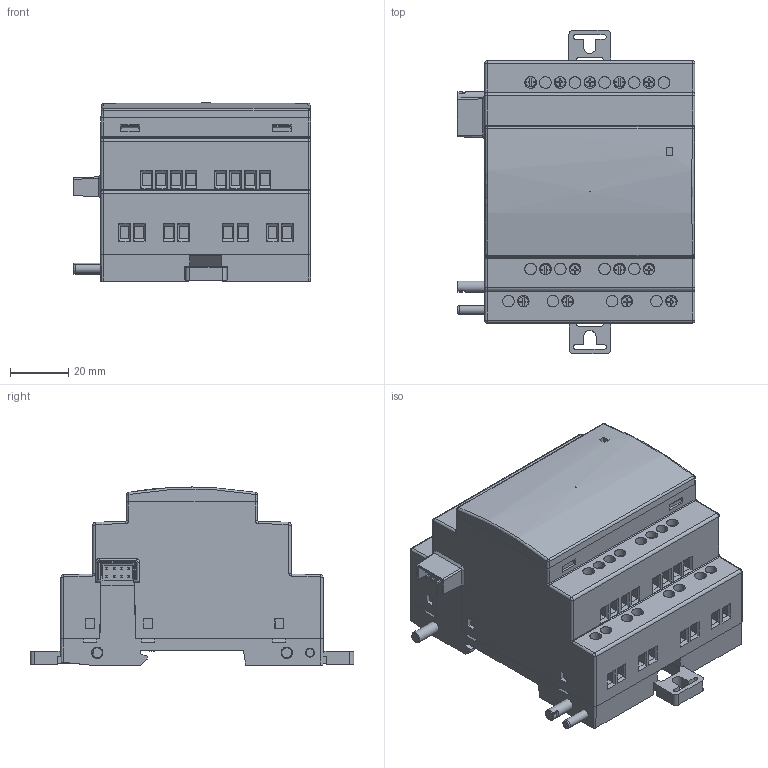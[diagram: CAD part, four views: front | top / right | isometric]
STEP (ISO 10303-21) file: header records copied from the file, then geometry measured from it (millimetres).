
FILE_DESCRIPTION(/* description */ ('Unknown'),/* implementation_level */ '2;1');
FILE_NAME(/* name */ '4M EXTENSION DC ASSEMBLY',/* time_stamp */ '2023-12-04T12:48:01+05:00',/* author */ ('Unknown'),/* organization */ ('Unknown'),/* preprocessor_version */ 'ST-DEVELOPER v18.104',/* originating_system */ 'Solid Edge',/* authorisation */ 'Unknown');
FILE_SCHEMA (('AUTOMOTIVE_DESIGN {1 0 10303 214 3 1 1}'));
Length unit declared in the file: millimetre
Products named in the file (25): 4M EXTN DC ASM_04.12.23; 8F1682 REV 00 SIDE WINDOW FOR GENIE PRO 09.03; 1F1109_REV_02_DINRAIL_CLIP; 8F1763 4M HOUSING OF EXTENSION; 8F1692 4M BASE DC OF EXTENSION; 8F1713(changed as per 8F1709)_21.06; J3; MJN010_REV00_PARTY_KAIFENG_JULY17; J5; J6; J4; J1; J7; J8; J9; J10; 53JN003__8_pin_RT_FEMALE_2.54_PITCH_8.5MM_HEIGHT_HEADER_14.12.21; 8_PIN_RT_DOUBLE_ROW_male_P_2.54and_A_6.8pin_length__HEADER_18.11.21
Assembly tree (36 placements, depth 3):
  4M EXTN DC ASM_04.12.23
    8F1682 REV 00 SIDE WINDOW FOR GENIE PRO 09.03
    1F1109_REV_02_DINRAIL_CLIP  x2
    8F1763 4M HOUSING OF EXTENSION
    8F1692 4M BASE DC OF EXTENSION
    8F1713(changed as per 8F1709)_21.06
    J3
      MJN010_REV00_PARTY_KAIFENG_JULY17
    J5
      MJN010_REV00_PARTY_KAIFENG_JULY17
    J6
      MJN010_REV00_PARTY_KAIFENG_JULY17
    J4
      MJN010_REV00_PARTY_KAIFENG_JULY17
    J1
      MJN010_REV00_PARTY_KAIFENG_JULY17
    J7
      MJN010_REV00_PARTY_KAIFENG_JULY17
    J8
      MJN010_REV00_PARTY_KAIFENG_JULY17
    J9
      MJN010_REV00_PARTY_KAIFENG_JULY17
    J10
      MJN010_REV00_PARTY_KAIFENG_JULY17
    J10
      MJN010_REV00_PARTY_KAIFENG_JULY17
    J9
      MJN010_REV00_PARTY_KAIFENG_JULY17
    J8
      MJN010_REV00_PARTY_KAIFENG_JULY17
    J7
      MJN010_REV00_PARTY_KAIFENG_JULY17
    J6
      53JN003__8_pin_RT_FEMALE_2.54_PITCH_8.5MM_HEIGHT_HEADER_14.12.21
    J4
      8_PIN_RT_DOUBLE_ROW_male_P_2.54and_A_6.8pin_length__HEADER_18.11.21
Bounding box: 81.5 x 111.09 x 61.1 mm (x, y, z)
Volume: 299050.9 mm3; surface area: 71456.3 mm2
Topology: 21 solids, 24 shells, 1870 faces, 4935 edges, 3228 vertices
Faces by surface type: plane 1288, cylinder 527, cone 20, torus 20, bspline 10, sphere 5
Full cylindrical faces by diameter (mm): 0.069 x1, 0.1 x16, 0.113 x1, 0.2 x1, 1.9 x2, 3 x1, 3.2 x1, 3.5 x13, 3.9 x2, 4 x28
Entity records: 50378 total; most frequent: CARTESIAN_POINT 8635, DIRECTION 8326, ORIENTED_EDGE 8056, EDGE_CURVE 4028, LINE 2870, VECTOR 2870, AXIS2_PLACEMENT_3D 2728, VERTEX_POINT 2655
